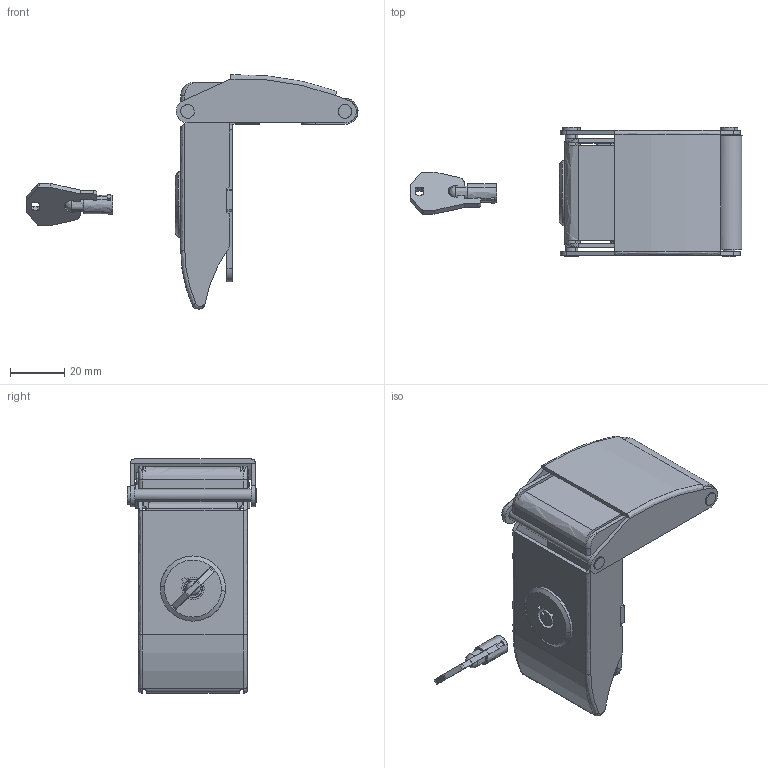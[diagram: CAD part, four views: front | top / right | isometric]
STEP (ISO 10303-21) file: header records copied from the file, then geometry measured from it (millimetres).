
FILE_DESCRIPTION((''),'2;1');
FILE_NAME('','2008-01-18T14:35:19',(''),(''),'','CADfix','');
FILE_SCHEMA(('AUTOMOTIVE_DESIGN { 1 0 10303 214 1 1 1 1 }'));
Length unit declared in the file: millimetre
Bounding box: 122.29 x 47.7 x 86.23 mm (x, y, z)
Volume: 32324.3 mm3; surface area: 35635.5 mm2
Topology: 6 solids, 6 shells, 335 faces, 1016 edges, 699 vertices
Faces by surface type: bspline 335
Entity records: 12569 total; most frequent: CARTESIAN_POINT 6830, ORIENTED_EDGE 2024, EDGE_CURVE 1012, VERTEX_POINT 699, QUASI_UNIFORM_CURVE 539, EDGE_LOOP 385, FACE_OUTER_BOUND 335, ADVANCED_FACE 335
